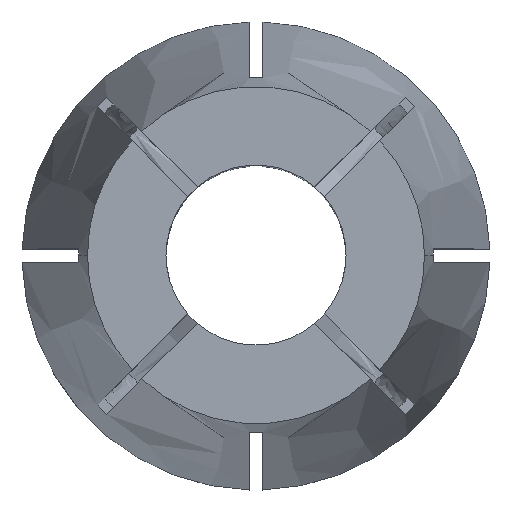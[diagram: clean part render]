
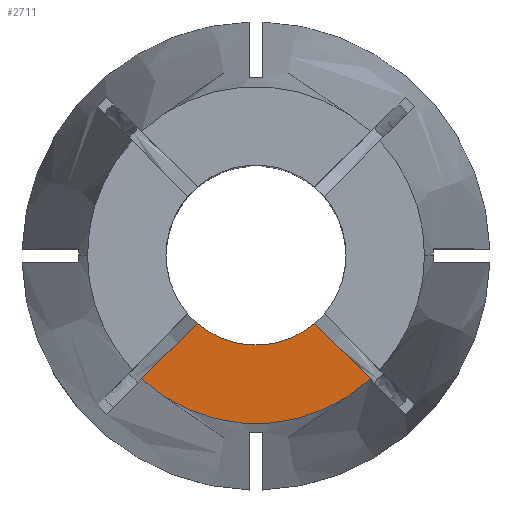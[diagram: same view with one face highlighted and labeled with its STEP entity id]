
A CAD part, top view. The second image highlights one B-rep face of the part: STEP entity #2711.
In plain terms, the highlighted planar face has unit normal (0, 0, 1).
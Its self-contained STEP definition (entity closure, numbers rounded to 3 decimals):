
#65 = EDGE_CURVE ( 'NONE', #2409, #1918, #1702, .T. ) ;
#345 = DIRECTION ( 'NONE',  ( 1., 0., 0. ) ) ;
#413 = AXIS2_PLACEMENT_3D ( 'NONE', #1865, #1790, #2156 ) ;
#426 = CARTESIAN_POINT ( 'NONE',  ( -3.26, -3.791, 0. ) ) ;
#459 = ORIENTED_EDGE ( 'NONE', *, *, #928, .T. ) ;
#482 = EDGE_CURVE ( 'NONE', #2334, #592, #2551, .T. ) ;
#534 = VECTOR ( 'NONE', #2291, 1000. ) ;
#592 = VERTEX_POINT ( 'NONE', #426 ) ;
#677 = CARTESIAN_POINT ( 'NONE',  ( 6.348, -6.879, 0. ) ) ;
#716 = ORIENTED_EDGE ( 'NONE', *, *, #65, .T. ) ;
#780 = ORIENTED_EDGE ( 'NONE', *, *, #1557, .F. ) ;
#928 = EDGE_CURVE ( 'NONE', #2334, #2409, #2211, .T. ) ;
#948 = DIRECTION ( 'NONE',  ( 0., 0., -1. ) ) ;
#996 = AXIS2_PLACEMENT_3D ( 'NONE', #2043, #948, #1781 ) ;
#1024 = DIRECTION ( 'NONE',  ( 0.707, 0.707, 0. ) ) ;
#1115 = FACE_OUTER_BOUND ( 'NONE', #2284, .T. ) ;
#1142 = CIRCLE ( 'NONE', #1493, 5. ) ;
#1283 = ORIENTED_EDGE ( 'NONE', *, *, #482, .F. ) ;
#1366 = CARTESIAN_POINT ( 'NONE',  ( 3.26, -3.791, 0. ) ) ;
#1493 = AXIS2_PLACEMENT_3D ( 'NONE', #2764, #2774, #345 ) ;
#1557 = EDGE_CURVE ( 'NONE', #592, #1918, #1142, .T. ) ;
#1702 = LINE ( 'NONE', #1976, #534 ) ;
#1757 = PLANE ( 'NONE',  #996 ) ;
#1781 = DIRECTION ( 'NONE',  ( -1., 0., 0. ) ) ;
#1790 = DIRECTION ( 'NONE',  ( 0., 0., 1. ) ) ;
#1865 = CARTESIAN_POINT ( 'NONE',  ( 0., 0., 0. ) ) ;
#1918 = VERTEX_POINT ( 'NONE', #1366 ) ;
#1926 = VECTOR ( 'NONE', #1024, 1000. ) ;
#1976 = CARTESIAN_POINT ( 'NONE',  ( -0.265, -0.265, 0. ) ) ;
#2043 = CARTESIAN_POINT ( 'NONE',  ( 0., 0., 0. ) ) ;
#2156 = DIRECTION ( 'NONE',  ( 1., 0., 0. ) ) ;
#2203 = CARTESIAN_POINT ( 'NONE',  ( -6.348, -6.879, 0. ) ) ;
#2211 = CIRCLE ( 'NONE', #413, 9.36 ) ;
#2284 = EDGE_LOOP ( 'NONE', ( #1283, #459, #716, #780 ) ) ;
#2291 = DIRECTION ( 'NONE',  ( -0.707, 0.707, 0. ) ) ;
#2334 = VERTEX_POINT ( 'NONE', #2203 ) ;
#2409 = VERTEX_POINT ( 'NONE', #677 ) ;
#2480 = CARTESIAN_POINT ( 'NONE',  ( 0.265, -0.265, 0. ) ) ;
#2551 = LINE ( 'NONE', #2480, #1926 ) ;
#2711 = ADVANCED_FACE ( 'NONE', ( #1115 ), #1757, .F. ) ;
#2764 = CARTESIAN_POINT ( 'NONE',  ( 0., 0., 0. ) ) ;
#2774 = DIRECTION ( 'NONE',  ( 0., 0., 1. ) ) ;
